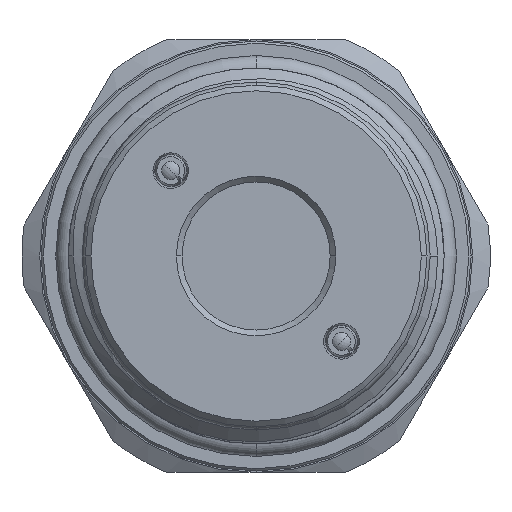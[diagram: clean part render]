
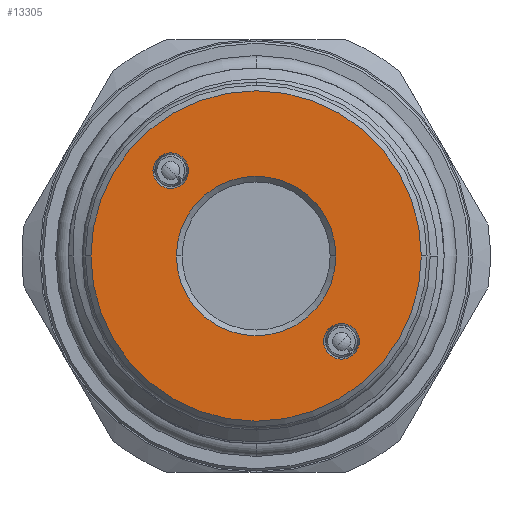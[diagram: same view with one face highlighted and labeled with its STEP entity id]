
A CAD part, left-side view. The second image highlights one B-rep face of the part: STEP entity #13305.
In plain terms, the highlighted planar face has unit normal (-1, 0, 0).
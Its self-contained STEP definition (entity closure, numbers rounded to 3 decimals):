
#154 = VERTEX_POINT ( 'NONE', #1482 ) ;
#225 = AXIS2_PLACEMENT_3D ( 'NONE', #17559, #16215, #8128 ) ;
#334 = CIRCLE ( 'NONE', #4124, 14.5 ) ;
#402 = VERTEX_POINT ( 'NONE', #8915 ) ;
#799 = ORIENTED_EDGE ( 'NONE', *, *, #4182, .T. ) ;
#1054 = ORIENTED_EDGE ( 'NONE', *, *, #3686, .F. ) ;
#1476 = EDGE_CURVE ( 'NONE', #7022, #1892, #16267, .T. ) ;
#1482 = CARTESIAN_POINT ( 'NONE',  ( 0., -7.495, -5.935 ) ) ;
#1564 = VERTEX_POINT ( 'NONE', #18082 ) ;
#1878 = DIRECTION ( 'NONE',  ( -1., 0., 0. ) ) ;
#1892 = VERTEX_POINT ( 'NONE', #17915 ) ;
#2182 = DIRECTION ( 'NONE',  ( -1., 0., 0. ) ) ;
#2309 = CIRCLE ( 'NONE', #13447, 1.561 ) ;
#2681 = DIRECTION ( 'NONE',  ( 0., 1., 0. ) ) ;
#2860 = EDGE_LOOP ( 'NONE', ( #13587, #8558 ) ) ;
#2975 = DIRECTION ( 'NONE',  ( -1., 0., 0. ) ) ;
#3686 = EDGE_CURVE ( 'NONE', #7418, #154, #10840, .T. ) ;
#3860 = CARTESIAN_POINT ( 'NONE',  ( 0., -14.5, 0. ) ) ;
#4124 = AXIS2_PLACEMENT_3D ( 'NONE', #11430, #5901, #4507 ) ;
#4182 = EDGE_CURVE ( 'NONE', #8350, #402, #9127, .T. ) ;
#4507 = DIRECTION ( 'NONE',  ( 0., 1., 0. ) ) ;
#5070 = EDGE_CURVE ( 'NONE', #154, #7418, #7999, .T. ) ;
#5090 = CARTESIAN_POINT ( 'NONE',  ( 0., 0., 0. ) ) ;
#5437 = AXIS2_PLACEMENT_3D ( 'NONE', #17285, #8976, #9154 ) ;
#5901 = DIRECTION ( 'NONE',  ( -1., 0., 0. ) ) ;
#5987 = AXIS2_PLACEMENT_3D ( 'NONE', #6084, #1878, #6146 ) ;
#6084 = CARTESIAN_POINT ( 'NONE',  ( 0., 7.495, 7.495 ) ) ;
#6146 = DIRECTION ( 'NONE',  ( 0., 0., 1. ) ) ;
#6490 = CARTESIAN_POINT ( 'NONE',  ( 0., 0., 0. ) ) ;
#6926 = AXIS2_PLACEMENT_3D ( 'NONE', #6490, #7901, #11863 ) ;
#7022 = VERTEX_POINT ( 'NONE', #7306 ) ;
#7218 = AXIS2_PLACEMENT_3D ( 'NONE', #9815, #16646, #2681 ) ;
#7306 = CARTESIAN_POINT ( 'NONE',  ( 0., 7., 0. ) ) ;
#7347 = CARTESIAN_POINT ( 'NONE',  ( 0., 7.495, 9.056 ) ) ;
#7418 = VERTEX_POINT ( 'NONE', #16579 ) ;
#7557 = EDGE_CURVE ( 'NONE', #402, #8350, #334, .T. ) ;
#7652 = EDGE_CURVE ( 'NONE', #1564, #13405, #12517, .T. ) ;
#7825 = DIRECTION ( 'NONE',  ( 0., 1., 0. ) ) ;
#7901 = DIRECTION ( 'NONE',  ( 1., 0., 0. ) ) ;
#7999 = CIRCLE ( 'NONE', #225, 1.561 ) ;
#8045 = EDGE_CURVE ( 'NONE', #13405, #1564, #2309, .T. ) ;
#8072 = EDGE_LOOP ( 'NONE', ( #1054, #13766 ) ) ;
#8128 = DIRECTION ( 'NONE',  ( 0., 0., -1. ) ) ;
#8350 = VERTEX_POINT ( 'NONE', #3860 ) ;
#8500 = CARTESIAN_POINT ( 'NONE',  ( 0., 7.495, 7.495 ) ) ;
#8558 = ORIENTED_EDGE ( 'NONE', *, *, #7652, .F. ) ;
#8645 = DIRECTION ( 'NONE',  ( 1., 0., 0. ) ) ;
#8915 = CARTESIAN_POINT ( 'NONE',  ( 0., 14.5, 0. ) ) ;
#8976 = DIRECTION ( 'NONE',  ( -1., 0., 0. ) ) ;
#9127 = CIRCLE ( 'NONE', #14055, 14.5 ) ;
#9154 = DIRECTION ( 'NONE',  ( 0., 0., -1. ) ) ;
#9184 = FACE_BOUND ( 'NONE', #2860, .T. ) ;
#9815 = CARTESIAN_POINT ( 'NONE',  ( 0., 0., 0. ) ) ;
#9849 = EDGE_LOOP ( 'NONE', ( #13969, #10960 ) ) ;
#10840 = CIRCLE ( 'NONE', #5437, 1.561 ) ;
#10960 = ORIENTED_EDGE ( 'NONE', *, *, #1476, .T. ) ;
#11188 = AXIS2_PLACEMENT_3D ( 'NONE', #11429, #8645, #12771 ) ;
#11429 = CARTESIAN_POINT ( 'NONE',  ( 0., 0., 0. ) ) ;
#11430 = CARTESIAN_POINT ( 'NONE',  ( 0., 0., 0. ) ) ;
#11863 = DIRECTION ( 'NONE',  ( 0., 1., 0. ) ) ;
#12425 = FACE_BOUND ( 'NONE', #9849, .T. ) ;
#12517 = CIRCLE ( 'NONE', #5987, 1.561 ) ;
#12636 = FACE_OUTER_BOUND ( 'NONE', #16353, .T. ) ;
#12771 = DIRECTION ( 'NONE',  ( 0., 1., 0. ) ) ;
#13305 = ADVANCED_FACE ( 'NONE', ( #12425, #12636, #9184, #17412 ), #13962, .F. ) ;
#13405 = VERTEX_POINT ( 'NONE', #7347 ) ;
#13447 = AXIS2_PLACEMENT_3D ( 'NONE', #8500, #2975, #15212 ) ;
#13465 = EDGE_CURVE ( 'NONE', #1892, #7022, #17642, .T. ) ;
#13587 = ORIENTED_EDGE ( 'NONE', *, *, #8045, .F. ) ;
#13670 = ORIENTED_EDGE ( 'NONE', *, *, #7557, .T. ) ;
#13766 = ORIENTED_EDGE ( 'NONE', *, *, #5070, .F. ) ;
#13962 = PLANE ( 'NONE',  #7218 ) ;
#13969 = ORIENTED_EDGE ( 'NONE', *, *, #13465, .T. ) ;
#14055 = AXIS2_PLACEMENT_3D ( 'NONE', #5090, #2182, #7825 ) ;
#15212 = DIRECTION ( 'NONE',  ( 0., 0., 1. ) ) ;
#16215 = DIRECTION ( 'NONE',  ( -1., 0., 0. ) ) ;
#16267 = CIRCLE ( 'NONE', #6926, 7. ) ;
#16353 = EDGE_LOOP ( 'NONE', ( #13670, #799 ) ) ;
#16579 = CARTESIAN_POINT ( 'NONE',  ( 0., -7.495, -9.056 ) ) ;
#16646 = DIRECTION ( 'NONE',  ( 1., 0., 0. ) ) ;
#17285 = CARTESIAN_POINT ( 'NONE',  ( 0., -7.495, -7.495 ) ) ;
#17412 = FACE_BOUND ( 'NONE', #8072, .T. ) ;
#17559 = CARTESIAN_POINT ( 'NONE',  ( 0., -7.495, -7.495 ) ) ;
#17642 = CIRCLE ( 'NONE', #11188, 7. ) ;
#17915 = CARTESIAN_POINT ( 'NONE',  ( 0., -7., 0. ) ) ;
#18082 = CARTESIAN_POINT ( 'NONE',  ( 0., 7.495, 5.935 ) ) ;
